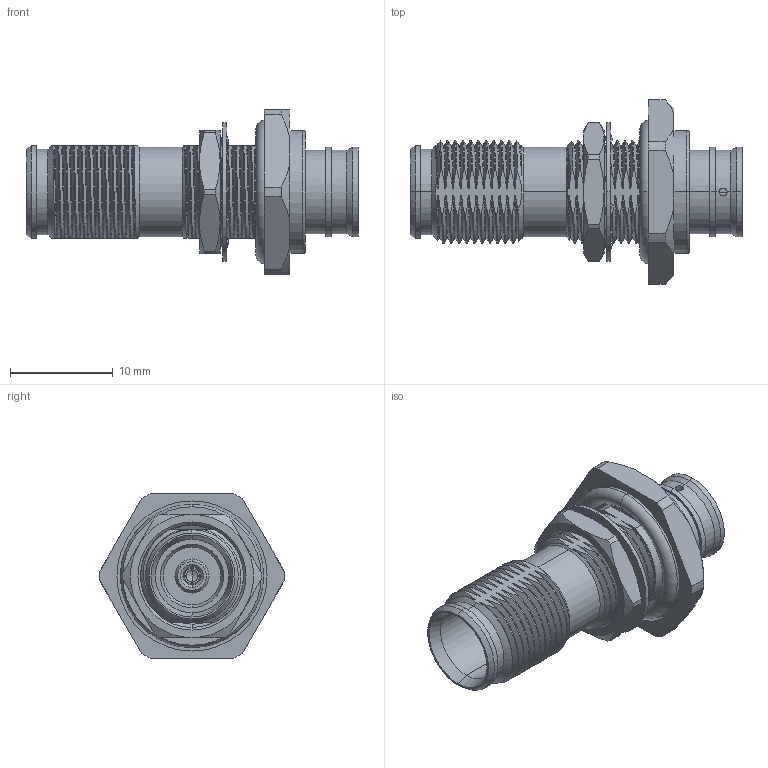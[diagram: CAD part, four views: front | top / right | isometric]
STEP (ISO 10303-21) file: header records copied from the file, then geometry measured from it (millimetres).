
FILE_DESCRIPTION (( 'STEP AP214' ), '1' );
FILE_NAME ('FMCN1711.step', '2021-01-28T21:30:50', ( '' ), ( '' ), 'SwSTEP 2.0', 'SolidWorks 2018', '' );
FILE_SCHEMA (( 'AUTOMOTIVE_DESIGN' ));
Length unit declared in the file: inch
Products named in the file (1): FMCN1711
Bounding box: 32.3 x 17.95 x 16 mm (x, y, z)
Volume: 2109.4 mm3; surface area: 2730.9 mm2
Topology: 4 solids, 4 shells, 401 faces, 1144 edges, 757 vertices
Faces by surface type: bspline 177, cylinder 105, plane 67, cone 46, torus 6
Entity records: 127331 total; most frequent: CARTESIAN_POINT 118754, ORIENTED_EDGE 2284, DIRECTION 1170, EDGE_CURVE 1142, VERTEX_POINT 757, AXIS2_PLACEMENT_3D 426, EDGE_LOOP 417, FACE_OUTER_BOUND 401
